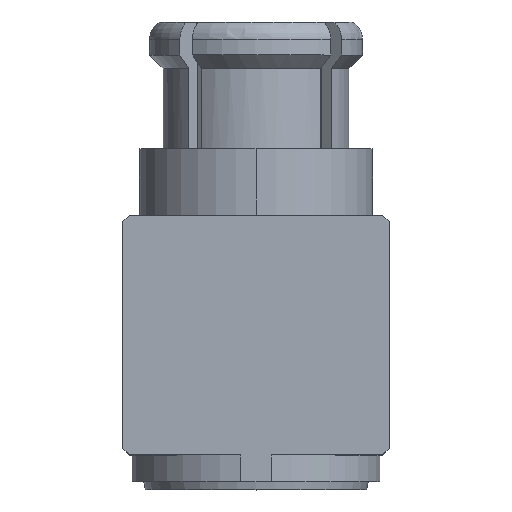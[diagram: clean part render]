
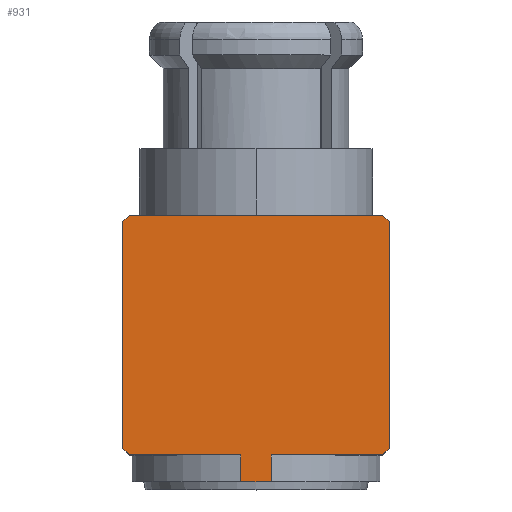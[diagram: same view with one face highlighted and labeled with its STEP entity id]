
A CAD part, top view. The second image highlights one B-rep face of the part: STEP entity #931.
In plain terms, the highlighted planar face has unit normal (0, 0, 1).
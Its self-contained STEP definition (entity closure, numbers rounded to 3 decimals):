
#18 = EDGE_CURVE ( 'NONE', #260, #2428, #4143, .T. ) ;
#56 = CARTESIAN_POINT ( 'NONE',  ( -30.86, 16.627, 8.921 ) ) ;
#88 = VECTOR ( 'NONE', #4205, 1000. ) ;
#131 = ORIENTED_EDGE ( 'NONE', *, *, #5585, .T. ) ;
#159 = CARTESIAN_POINT ( 'NONE',  ( -32.935, 20.052, 8.921 ) ) ;
#179 = EDGE_CURVE ( 'NONE', #5575, #1385, #1607, .T. ) ;
#246 = CARTESIAN_POINT ( 'NONE',  ( -32.485, 16.352, 8.921 ) ) ;
#260 = VERTEX_POINT ( 'NONE', #4441 ) ;
#313 = DIRECTION ( 'NONE',  ( 0., 1., 0. ) ) ;
#321 = CARTESIAN_POINT ( 'NONE',  ( -30.86, 17.977, 8.921 ) ) ;
#386 = ORIENTED_EDGE ( 'NONE', *, *, #3516, .T. ) ;
#419 = ORIENTED_EDGE ( 'NONE', *, *, #465, .T. ) ;
#465 = EDGE_CURVE ( 'NONE', #5414, #4590, #582, .T. ) ;
#542 = CARTESIAN_POINT ( 'NONE',  ( -30.628, 16.627, 8.921 ) ) ;
#582 = LINE ( 'NONE', #3345, #5855 ) ;
#924 = EDGE_CURVE ( 'NONE', #1560, #5492, #1274, .T. ) ;
#931 = ADVANCED_FACE ( 'NONE', ( #2709 ), #4574, .T. ) ;
#975 = ORIENTED_EDGE ( 'NONE', *, *, #18, .T. ) ;
#1102 = CARTESIAN_POINT ( 'NONE',  ( -31.091, 16.627, 8.921 ) ) ;
#1174 = CARTESIAN_POINT ( 'NONE',  ( -31.091, 16.227, 8.921 ) ) ;
#1245 = DIRECTION ( 'NONE',  ( -0.707, 0.707, 0. ) ) ;
#1270 = EDGE_CURVE ( 'NONE', #4590, #1560, #4939, .T. ) ;
#1274 = LINE ( 'NONE', #4430, #3276 ) ;
#1289 = ORIENTED_EDGE ( 'NONE', *, *, #4195, .T. ) ;
#1335 = CARTESIAN_POINT ( 'NONE',  ( -31.091, 16.627, 8.921 ) ) ;
#1346 = VERTEX_POINT ( 'NONE', #5920 ) ;
#1385 = VERTEX_POINT ( 'NONE', #2073 ) ;
#1465 = ORIENTED_EDGE ( 'NONE', *, *, #924, .T. ) ;
#1488 = VECTOR ( 'NONE', #3479, 1000. ) ;
#1560 = VERTEX_POINT ( 'NONE', #2381 ) ;
#1607 = LINE ( 'NONE', #246, #1488 ) ;
#1684 = VECTOR ( 'NONE', #4976, 1000. ) ;
#1924 = DIRECTION ( 'NONE',  ( -0.707, -0.707, 0. ) ) ;
#2073 = CARTESIAN_POINT ( 'NONE',  ( -32.76, 16.627, 8.921 ) ) ;
#2116 = ORIENTED_EDGE ( 'NONE', *, *, #2998, .T. ) ;
#2259 = ORIENTED_EDGE ( 'NONE', *, *, #4885, .T. ) ;
#2326 = CARTESIAN_POINT ( 'NONE',  ( -32.86, 16.227, 8.921 ) ) ;
#2366 = CARTESIAN_POINT ( 'NONE',  ( -32.86, 20.127, 8.921 ) ) ;
#2381 = CARTESIAN_POINT ( 'NONE',  ( -28.86, 20.127, 8.921 ) ) ;
#2428 = VERTEX_POINT ( 'NONE', #2366 ) ;
#2620 = EDGE_CURVE ( 'NONE', #3526, #3812, #5191, .T. ) ;
#2709 = FACE_OUTER_BOUND ( 'NONE', #4655, .T. ) ;
#2774 = CARTESIAN_POINT ( 'NONE',  ( -28.96, 20.227, 8.921 ) ) ;
#2886 = LINE ( 'NONE', #1102, #3197 ) ;
#2958 = LINE ( 'NONE', #542, #3366 ) ;
#2998 = EDGE_CURVE ( 'NONE', #3812, #1346, #2958, .T. ) ;
#3022 = ORIENTED_EDGE ( 'NONE', *, *, #1270, .T. ) ;
#3032 = DIRECTION ( 'NONE',  ( 0., 0., 1. ) ) ;
#3073 = CARTESIAN_POINT ( 'NONE',  ( -28.86, 20.227, 8.921 ) ) ;
#3104 = EDGE_CURVE ( 'NONE', #1385, #5798, #4051, .T. ) ;
#3152 = CARTESIAN_POINT ( 'NONE',  ( -28.96, 16.627, 8.921 ) ) ;
#3197 = VECTOR ( 'NONE', #4779, 1000. ) ;
#3276 = VECTOR ( 'NONE', #1245, 1000. ) ;
#3345 = CARTESIAN_POINT ( 'NONE',  ( -29.235, 16.352, 8.921 ) ) ;
#3348 = CARTESIAN_POINT ( 'NONE',  ( -30.628, 16.227, 8.921 ) ) ;
#3366 = VECTOR ( 'NONE', #3839, 1000. ) ;
#3479 = DIRECTION ( 'NONE',  ( 0.707, -0.707, 0. ) ) ;
#3516 = EDGE_CURVE ( 'NONE', #5492, #260, #3577, .T. ) ;
#3526 = VERTEX_POINT ( 'NONE', #1174 ) ;
#3577 = LINE ( 'NONE', #5802, #1684 ) ;
#3775 = ORIENTED_EDGE ( 'NONE', *, *, #3104, .T. ) ;
#3812 = VERTEX_POINT ( 'NONE', #3348 ) ;
#3839 = DIRECTION ( 'NONE',  ( 0., 1., 0. ) ) ;
#4017 = DIRECTION ( 'NONE',  ( 1., 0., 0. ) ) ;
#4051 = LINE ( 'NONE', #4540, #5160 ) ;
#4143 = LINE ( 'NONE', #159, #4678 ) ;
#4195 = EDGE_CURVE ( 'NONE', #1346, #5414, #5211, .T. ) ;
#4205 = DIRECTION ( 'NONE',  ( 1., 0., 0. ) ) ;
#4294 = VECTOR ( 'NONE', #4302, 1000. ) ;
#4302 = DIRECTION ( 'NONE',  ( 0., -1., 0. ) ) ;
#4311 = DIRECTION ( 'NONE',  ( 1., 0., 0. ) ) ;
#4315 = DIRECTION ( 'NONE',  ( 0.707, 0.707, 0. ) ) ;
#4430 = CARTESIAN_POINT ( 'NONE',  ( -28.785, 20.052, 8.921 ) ) ;
#4441 = CARTESIAN_POINT ( 'NONE',  ( -32.76, 20.227, 8.921 ) ) ;
#4540 = CARTESIAN_POINT ( 'NONE',  ( -30.86, 16.627, 8.921 ) ) ;
#4574 = PLANE ( 'NONE',  #5446 ) ;
#4590 = VERTEX_POINT ( 'NONE', #5779 ) ;
#4655 = EDGE_LOOP ( 'NONE', ( #1289, #419, #3022, #1465, #386, #975, #131, #5970, #3775, #2259, #5916, #2116 ) ) ;
#4678 = VECTOR ( 'NONE', #1924, 1000. ) ;
#4733 = LINE ( 'NONE', #5286, #4294 ) ;
#4779 = DIRECTION ( 'NONE',  ( 0., -1., 0. ) ) ;
#4852 = CARTESIAN_POINT ( 'NONE',  ( -32.86, 16.727, 8.921 ) ) ;
#4885 = EDGE_CURVE ( 'NONE', #5798, #3526, #2886, .T. ) ;
#4939 = LINE ( 'NONE', #3073, #5659 ) ;
#4976 = DIRECTION ( 'NONE',  ( -1., 0., 0. ) ) ;
#5160 = VECTOR ( 'NONE', #4017, 1000. ) ;
#5191 = LINE ( 'NONE', #2326, #88 ) ;
#5211 = LINE ( 'NONE', #56, #5857 ) ;
#5286 = CARTESIAN_POINT ( 'NONE',  ( -32.86, 20.227, 8.921 ) ) ;
#5352 = DIRECTION ( 'NONE',  ( 0., -1., 0. ) ) ;
#5414 = VERTEX_POINT ( 'NONE', #3152 ) ;
#5446 = AXIS2_PLACEMENT_3D ( 'NONE', #321, #3032, #5352 ) ;
#5492 = VERTEX_POINT ( 'NONE', #2774 ) ;
#5575 = VERTEX_POINT ( 'NONE', #4852 ) ;
#5585 = EDGE_CURVE ( 'NONE', #2428, #5575, #4733, .T. ) ;
#5659 = VECTOR ( 'NONE', #313, 1000. ) ;
#5779 = CARTESIAN_POINT ( 'NONE',  ( -28.86, 16.727, 8.921 ) ) ;
#5798 = VERTEX_POINT ( 'NONE', #1335 ) ;
#5802 = CARTESIAN_POINT ( 'NONE',  ( -32.86, 20.227, 8.921 ) ) ;
#5855 = VECTOR ( 'NONE', #4315, 1000. ) ;
#5857 = VECTOR ( 'NONE', #4311, 1000. ) ;
#5916 = ORIENTED_EDGE ( 'NONE', *, *, #2620, .T. ) ;
#5920 = CARTESIAN_POINT ( 'NONE',  ( -30.628, 16.627, 8.921 ) ) ;
#5970 = ORIENTED_EDGE ( 'NONE', *, *, #179, .T. ) ;
